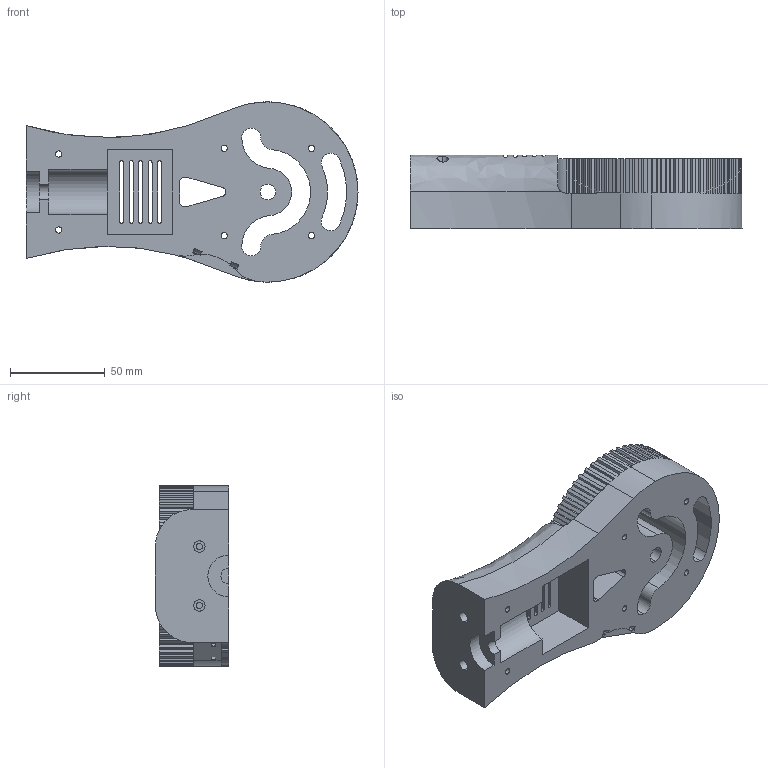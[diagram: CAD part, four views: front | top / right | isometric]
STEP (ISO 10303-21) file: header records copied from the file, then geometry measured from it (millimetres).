
FILE_DESCRIPTION (( 'STEP AP203' ), '1' );
FILE_NAME ('3M2CC_Predeterminado_sldprt.STEP', '2024-02-29T15:19:39', ( '' ), ( '' ), 'SwSTEP 2.0', 'SolidWorks 2022', '' );
FILE_SCHEMA (( 'CONFIG_CONTROL_DESIGN' ));
Length unit declared in the file: millimetre
Products named in the file (1): 3M2CC_Predeterminado_sldprt
Bounding box: 175 x 38.75 x 95 mm (x, y, z)
Volume: 322674.7 mm3; surface area: 71215.3 mm2
Topology: 1 solids, 1 shells, 431 faces, 1285 edges, 852 vertices
Faces by surface type: plane 266, cylinder 161, bspline 4
Entity records: 15423 total; most frequent: CARTESIAN_POINT 3494, ORIENTED_EDGE 2570, DIRECTION 2433, EDGE_CURVE 1285, VERTEX_POINT 852, LINE 825, VECTOR 825, AXIS2_PLACEMENT_3D 804
